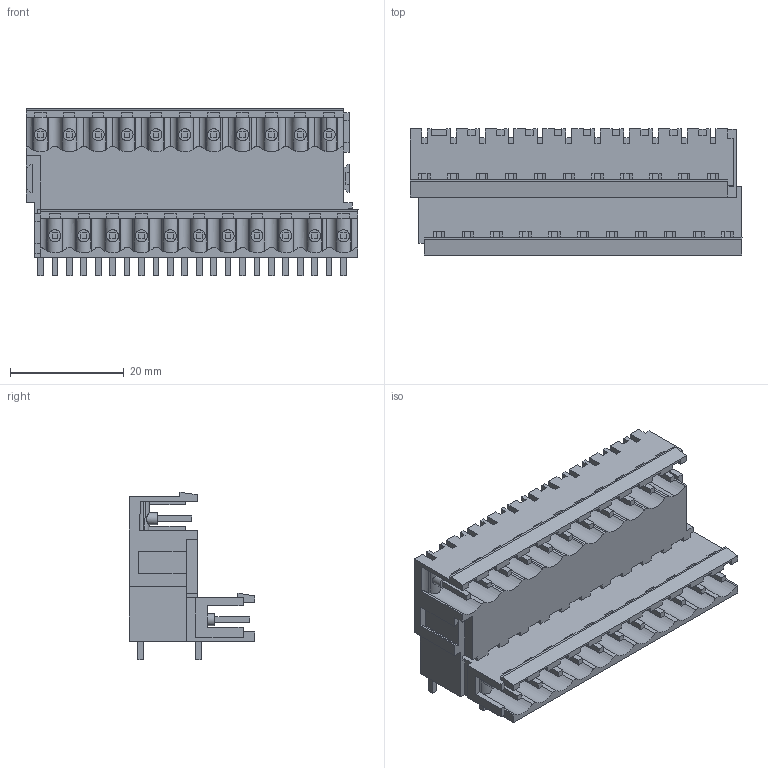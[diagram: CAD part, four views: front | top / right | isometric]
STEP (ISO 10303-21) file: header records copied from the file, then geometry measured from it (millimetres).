
FILE_DESCRIPTION(('CATIA V5R22 STEP214','CAx-IF Rec.Pracs.--- Model Styling and Organization---1.4--- 2014-01-23'),'2;1');
FILE_NAME ('D1454938_1_1725260000_1725260000.stp','2023-03-17T12:51:47+00:00',('none'),('Weidmueller'),'CATIA Version 5-6 Release 2016 SP3 HF44','CATIA V5 STEP AP214','none');
FILE_SCHEMA(('AUTOMOTIVE_DESIGN { 1 0 10303 214 1 1 1 1 }'));
Length unit declared in the file: millimetre
Products named in the file (1): 1725260000
Bounding box: 58.42 x 22.16 x 29.41 mm (x, y, z)
Volume: 13081.3 mm3; surface area: 15258.8 mm2
Topology: 23 solids, 23 shells, 863 faces, 2762 edges, 1880 vertices
Faces by surface type: plane 705, cylinder 158
Entity records: 30334 total; most frequent: CARTESIAN_POINT 7568, ORIENTED_EDGE 5524, DIRECTION 3529, EDGE_CURVE 2762, VECTOR 2274, LINE 2274, VERTEX_POINT 1880, EDGE_LOOP 908
